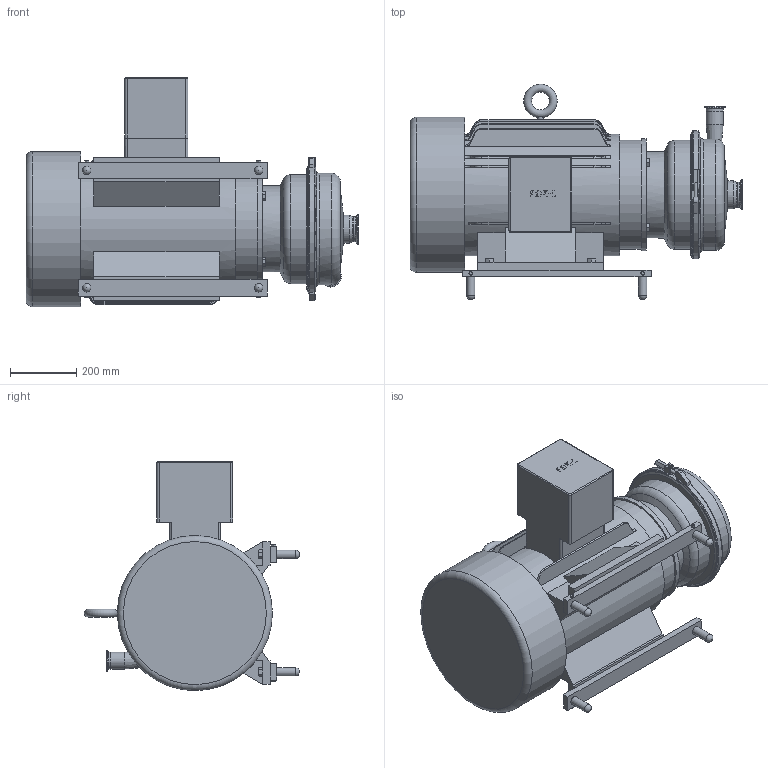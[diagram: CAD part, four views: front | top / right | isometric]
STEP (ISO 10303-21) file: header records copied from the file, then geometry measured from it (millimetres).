
FILE_DESCRIPTION(/* description */ (''),/* implementation_level */ '2;1');
FILE_NAME(/* name */ 'W+_W+80-80_365TSC_3.0x2.0_S-Line_75HP_SM.stp',/* time_stamp */ '2020-11-05T11:14:11+06:00',/* author */ ('KRXREM'),/* organization */ (''),/* preprocessor_version */ 'ST-DEVELOPER v17',/* originating_system */ 'Autodesk Inventor 2018',/* authorisation */ '');
FILE_SCHEMA (('AUTOMOTIVE_DESIGN { 1 0 10303 214 3 1 1 }'));
Length unit declared in the file: inch
Products named in the file (1): W+_W+80-80_365TSC_3.0x2.0_S-Line_75HP_SM
Bounding box: 1005.63 x 652.26 x 694.69 mm (x, y, z)
Volume: 126134992.8 mm3; surface area: 3131421.6 mm2
Topology: 1 solids, 1 shells, 628 faces, 1682 edges, 1098 vertices
Faces by surface type: plane 284, cone 136, torus 92, cylinder 83, bspline 29, sphere 4
Full cylindrical faces by diameter (mm): 6.35 x4, 10 x1, 18.598 x1, 25.4 x4, 25.451 x4, 25.752 x1, 42.6 x1, 47.498 x1, 50.927 x1, 51.6 x1, 63.881 x1, 71.984 x1, 76.327 x1, 76.6 x1, 84.971 x1, 90.907 x1, 262 x1, 329.438 x1, 330 x1, 337.5 x1, 340 x1, 368.3 x1, 380 x1, 469.9 x1
Entity records: 22283 total; most frequent: CARTESIAN_POINT 6771, ORIENTED_EDGE 3356, DIRECTION 2926, EDGE_CURVE 1678, AXIS2_PLACEMENT_3D 1113, VERTEX_POINT 1098, LINE 700, VECTOR 700
